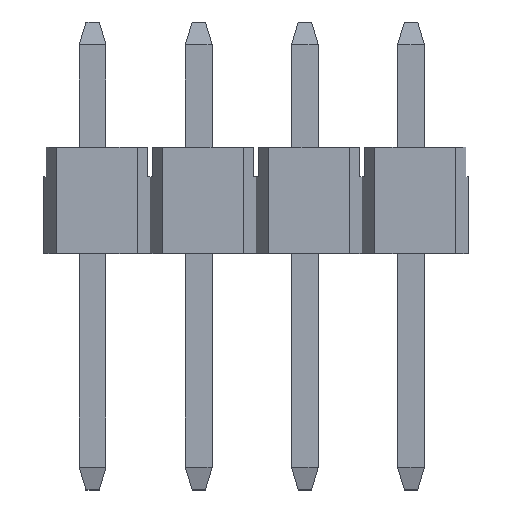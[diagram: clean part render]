
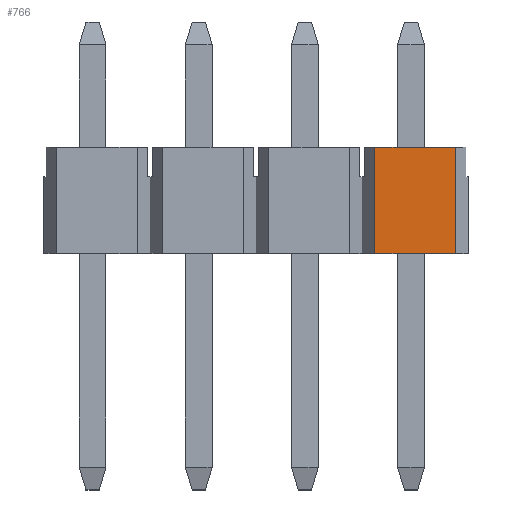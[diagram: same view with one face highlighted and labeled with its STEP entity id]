
A CAD part, top view. The second image highlights one B-rep face of the part: STEP entity #766.
In plain terms, the highlighted planar face has unit normal (0, 0, 1).
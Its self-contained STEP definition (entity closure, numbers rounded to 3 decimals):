
#756=EDGE_CURVE('',#1546,#1260,#2005,.T.);
#766=ADVANCED_FACE('',(#2016),#2017,.T.);
#1080=VERTEX_POINT('',#2357);
#1260=VERTEX_POINT('',#2553);
#1438=EDGE_CURVE('',#1822,#1260,#2749,.T.);
#1546=VERTEX_POINT('',#2872);
#1564=EDGE_CURVE('',#1080,#1822,#2891,.T.);
#1660=EDGE_CURVE('',#1080,#1546,#2999,.T.);
#1822=VERTEX_POINT('',#3177);
#2005=LINE('',#3409,#3410);
#2016=FACE_OUTER_BOUND('',#3427,.T.);
#2017=PLANE('',#3428);
#2357=CARTESIAN_POINT('',(2.945,0.,1.253));
#2553=CARTESIAN_POINT('',(4.875,-2.54,1.253));
#2749=LINE('',#4491,#4492);
#2872=CARTESIAN_POINT('',(4.875,0.,1.253));
#2891=LINE('',#4705,#4706);
#2999=LINE('',#4863,#4864);
#3177=CARTESIAN_POINT('',(2.945,-2.54,1.253));
#3409=CARTESIAN_POINT('',(4.875,0.,1.253));
#3410=VECTOR('',#5340,1.0);
#3427=EDGE_LOOP('',(#5355,#5356,#5357,#5358));
#3428=AXIS2_PLACEMENT_3D('',#5359,#5360,#5361);
#4491=CARTESIAN_POINT('',(2.945,-2.54,1.253));
#4492=VECTOR('',#6029,1.0);
#4705=CARTESIAN_POINT('',(2.945,0.,1.253));
#4706=VECTOR('',#6195,1.0);
#4863=CARTESIAN_POINT('',(2.945,0.,1.253));
#4864=VECTOR('',#6322,1.0);
#5340=DIRECTION('',(0.0,-1.0,0.));
#5355=ORIENTED_EDGE('',*,*,#1438,.T.);
#5356=ORIENTED_EDGE('',*,*,#756,.F.);
#5357=ORIENTED_EDGE('',*,*,#1660,.F.);
#5358=ORIENTED_EDGE('',*,*,#1564,.T.);
#5359=CARTESIAN_POINT('',(2.945,0.,1.253));
#5360=DIRECTION('',(0.0,0.,1.0));
#5361=DIRECTION('',(-1.0,-0.0,0.0));
#6029=DIRECTION('',(1.0,0.0,0.0));
#6195=DIRECTION('',(0.0,-1.0,0.));
#6322=DIRECTION('',(1.0,0.0,0.0));
